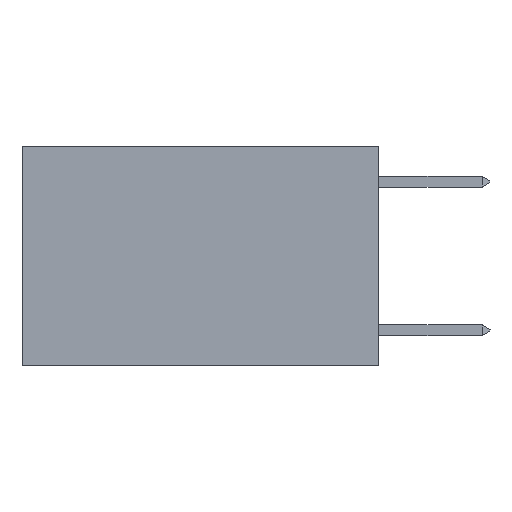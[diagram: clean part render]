
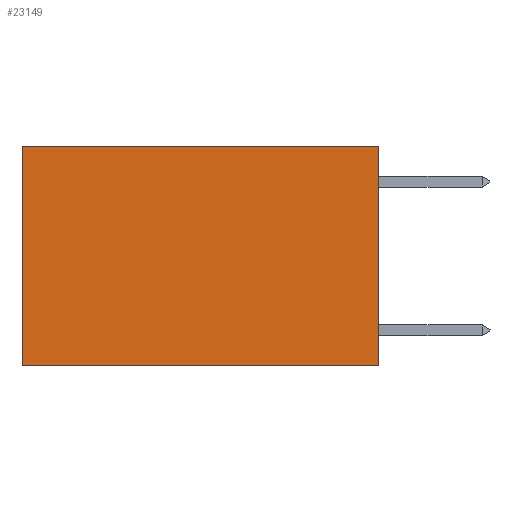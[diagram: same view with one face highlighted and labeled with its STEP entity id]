
A CAD part, left-side view. The second image highlights one B-rep face of the part: STEP entity #23149.
In plain terms, the highlighted planar face has unit normal (-1, 0, 0).
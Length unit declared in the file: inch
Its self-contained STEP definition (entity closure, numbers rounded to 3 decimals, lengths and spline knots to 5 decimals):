
#557 = DIRECTION ( 'NONE',  ( 0., 1., 0. ) ) ;
#763 = VECTOR ( 'NONE', #7073, 39.37008 ) ;
#1143 = EDGE_CURVE ( 'NONE', #20235, #14894, #25607, .T. ) ;
#1770 = CARTESIAN_POINT ( 'NONE',  ( 0.2625, 0., 0. ) ) ;
#1833 = LINE ( 'NONE', #1770, #18875 ) ;
#2047 = EDGE_CURVE ( 'NONE', #24103, #22900, #26938, .T. ) ;
#4182 = CARTESIAN_POINT ( 'NONE',  ( 0.2625, 0., 0. ) ) ;
#4826 = CARTESIAN_POINT ( 'NONE',  ( 0.2625, 0.6, 0. ) ) ;
#7073 = DIRECTION ( 'NONE',  ( 0., 0., -1. ) ) ;
#8978 = EDGE_LOOP ( 'NONE', ( #9605, #15816, #24431, #28722 ) ) ;
#9173 = CARTESIAN_POINT ( 'NONE',  ( 0.2625, 0.6, 0. ) ) ;
#9605 = ORIENTED_EDGE ( 'NONE', *, *, #21476, .T. ) ;
#10297 = PLANE ( 'NONE',  #19374 ) ;
#12553 = DIRECTION ( 'NONE',  ( 0., 0., -1. ) ) ;
#12594 = LINE ( 'NONE', #4826, #763 ) ;
#14406 = VECTOR ( 'NONE', #557, 39.37008 ) ;
#14894 = VERTEX_POINT ( 'NONE', #9173 ) ;
#15186 = CARTESIAN_POINT ( 'NONE',  ( 0.2625, 0., -0.37 ) ) ;
#15816 = ORIENTED_EDGE ( 'NONE', *, *, #2047, .F. ) ;
#16166 = CARTESIAN_POINT ( 'NONE',  ( 0.2625, 0.6, -0.37 ) ) ;
#16530 = CARTESIAN_POINT ( 'NONE',  ( 0.2625, 0., 0. ) ) ;
#16683 = FACE_OUTER_BOUND ( 'NONE', #8978, .T. ) ;
#18875 = VECTOR ( 'NONE', #19481, 39.37008 ) ;
#19374 = AXIS2_PLACEMENT_3D ( 'NONE', #21426, #25884, #12553 ) ;
#19481 = DIRECTION ( 'NONE',  ( 0., 0., -1. ) ) ;
#20235 = VERTEX_POINT ( 'NONE', #16530 ) ;
#21208 = EDGE_CURVE ( 'NONE', #20235, #24103, #1833, .T. ) ;
#21426 = CARTESIAN_POINT ( 'NONE',  ( 0.2625, 0., 0. ) ) ;
#21476 = EDGE_CURVE ( 'NONE', #14894, #22900, #12594, .T. ) ;
#22900 = VERTEX_POINT ( 'NONE', #16166 ) ;
#23149 = ADVANCED_FACE ( 'NONE', ( #16683 ), #10297, .F. ) ;
#24103 = VERTEX_POINT ( 'NONE', #15186 ) ;
#24431 = ORIENTED_EDGE ( 'NONE', *, *, #21208, .F. ) ;
#24900 = VECTOR ( 'NONE', #28639, 39.37008 ) ;
#24970 = CARTESIAN_POINT ( 'NONE',  ( 0.2625, 0., -0.37 ) ) ;
#25607 = LINE ( 'NONE', #4182, #24900 ) ;
#25884 = DIRECTION ( 'NONE',  ( 1., 0., 0. ) ) ;
#26938 = LINE ( 'NONE', #24970, #14406 ) ;
#28639 = DIRECTION ( 'NONE',  ( 0., 1., 0. ) ) ;
#28722 = ORIENTED_EDGE ( 'NONE', *, *, #1143, .T. ) ;
